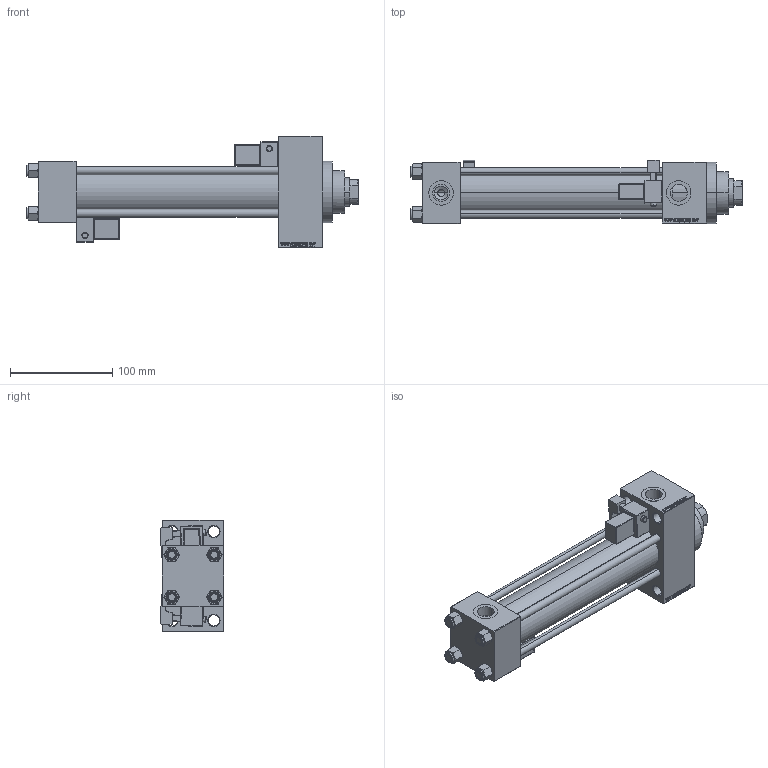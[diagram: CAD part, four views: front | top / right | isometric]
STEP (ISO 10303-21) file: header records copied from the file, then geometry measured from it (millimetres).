
FILE_DESCRIPTION (( 'STEP AP203' ), '1' );
FILE_NAME ('d296.STEP', '2022-04-14T17:42:28', ( '' ), ( '' ), 'SwSTEP 2.0', 'SolidWorks 2019', '' );
FILE_SCHEMA (( 'CONFIG_CONTROL_DESIGN' ));
Length unit declared in the file: millimetre
Products named in the file (7): V215CR_D_Body 84c6325026cdc250f44ed17799371a8c; V215CR_VCP_D 84c6325026cdc250f44ed17799371a8c; d296; NUT_M5_D 84c6325026cdc250f44ed17799371a8c; V215CR_MSU 84c6325026cdc250f44ed17799371a8c; V215_VC_A 84c6325026cdc250f44ed17799371a8c; V215CR_D_TYCINKA 84c6325026cdc250f44ed17799371a8c
Assembly tree (13 placements, depth 2):
  d296
    V215CR_D_Body 84c6325026cdc250f44ed17799371a8c
    V215CR_VCP_D 84c6325026cdc250f44ed17799371a8c
    NUT_M5_D 84c6325026cdc250f44ed17799371a8c  x4
    V215CR_D_TYCINKA 84c6325026cdc250f44ed17799371a8c  x4
    V215_VC_A 84c6325026cdc250f44ed17799371a8c
    V215CR_MSU 84c6325026cdc250f44ed17799371a8c  x2
Bounding box: 325 x 61.9 x 109 mm (x, y, z)
Volume: 740592.3 mm3; surface area: 205377.1 mm2
Topology: 13 solids, 13 shells, 1268 faces, 3137 edges, 1989 vertices
Faces by surface type: plane 560, bspline 368, cylinder 152, cone 144, sphere 24, torus 20
Entity records: 49739 total; most frequent: CARTESIAN_POINT 25465, ORIENTED_EDGE 5384, DIRECTION 3654, EDGE_CURVE 2692, VERTEX_POINT 1749, LINE 1610, VECTOR 1610, EDGE_LOOP 1205
